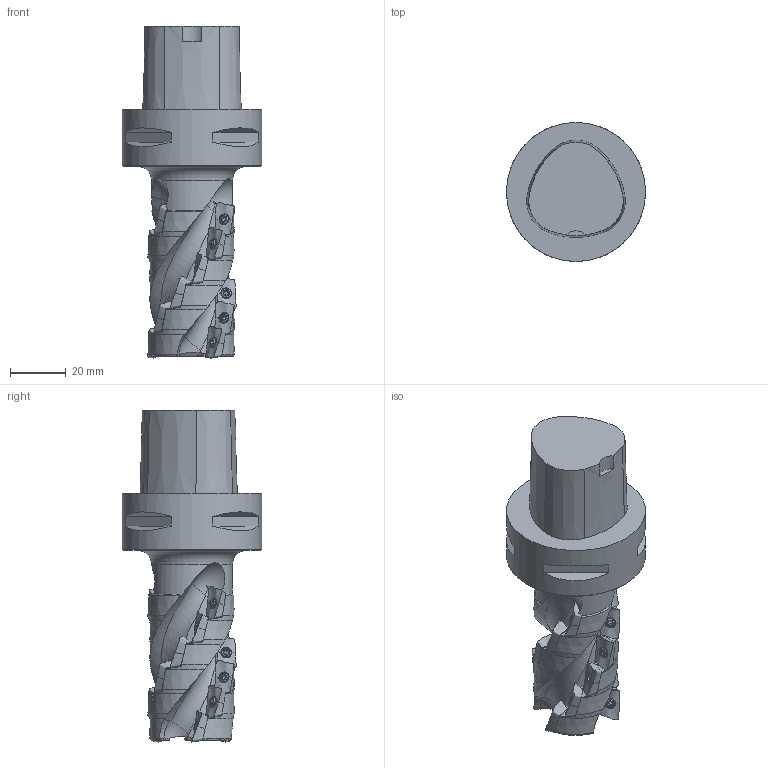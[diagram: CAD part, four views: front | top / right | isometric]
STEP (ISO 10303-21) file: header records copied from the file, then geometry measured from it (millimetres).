
FILE_DESCRIPTION(/* description */ (''),/* implementation_level */ '2;1');
FILE_NAME(/* name */ '1583464541323.stp',/* time_stamp */ '2020-03-06T08:45:58+05:00',/* author */ (''),/* organization */ ('SMS'),/* preprocessor_version */ 'ST-DEVELOPER v16.7',/* originating_system */ 'SIEMENS PLM Software NX 12.0',/* authorisation */ '');
FILE_SCHEMA (('AUTOMOTIVE_DESIGN { 1 0 10303 214 3 1 1 1 }'));
Products named in the file (4): ASSEMBLY_CONSTRUCTION; 201207134mod000_00; 202867220mod000_00; 202867227mod000_00
Assembly tree (20 placements, depth 2):
  202867227mod000_00
    202867220mod000_00
    201207134mod000_00  x18
    ASSEMBLY_CONSTRUCTION
Bounding box: 50 x 50 x 119.33 mm (x, y, z)
Volume: 100647.2 mm3; surface area: 22807.1 mm2
Topology: 19 solids, 19 shells, 898 faces, 2182 edges, 1424 vertices
Faces by surface type: cylinder 277, plane 239, cone 194, bspline 99, torus 65, sphere 18, revolution 6
Full cylindrical faces by diameter (mm): 2.5 x17, 2.8 x18, 3.45 x18, 50 x1
Entity records: 55593 total; most frequent: CARTESIAN_POINT 40575, ORIENTED_EDGE 3030, DIRECTION 3010, EDGE_CURVE 1515, AXIS2_PLACEMENT_3D 1377, VERTEX_POINT 999, EDGE_LOOP 784, ADVANCED_FACE 660
